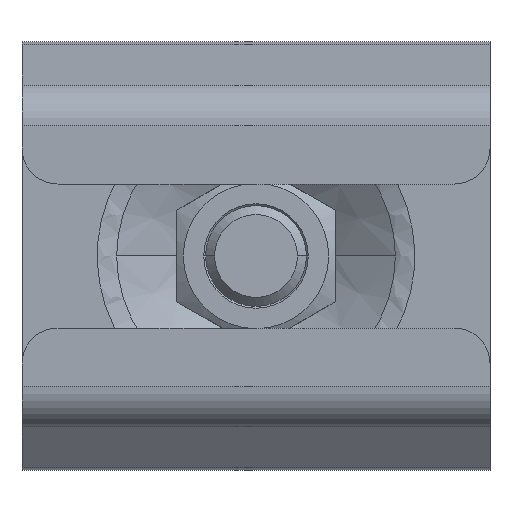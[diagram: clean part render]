
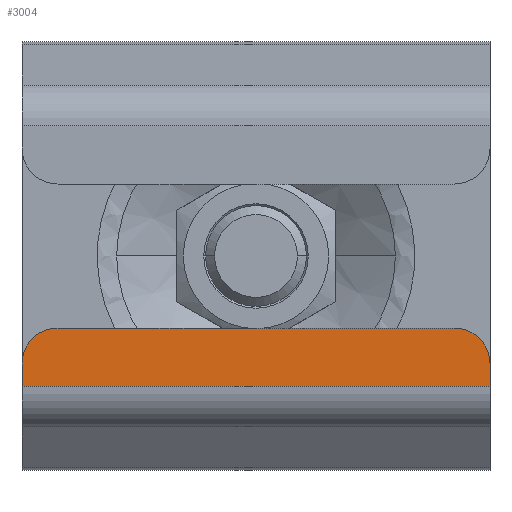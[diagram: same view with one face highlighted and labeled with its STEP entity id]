
A CAD part, front view. The second image highlights one B-rep face of the part: STEP entity #3004.
In plain terms, the highlighted planar face has unit normal (0, -1, 0).
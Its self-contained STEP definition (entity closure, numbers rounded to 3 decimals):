
#204 = CARTESIAN_POINT ( 'NONE',  ( -27.5, -54.5, -15. ) ) ;
#210 = EDGE_LOOP ( 'NONE', ( #4242, #699, #1597, #8463, #614, #2899 ) ) ;
#307 = EDGE_CURVE ( 'NONE', #4066, #8327, #5756, .T. ) ;
#333 = CIRCLE ( 'NONE', #1180, 5. ) ;
#614 = ORIENTED_EDGE ( 'NONE', *, *, #4388, .F. ) ;
#669 = CARTESIAN_POINT ( 'NONE',  ( 32.5, -54.5, -18.087 ) ) ;
#699 = ORIENTED_EDGE ( 'NONE', *, *, #8205, .F. ) ;
#967 = CARTESIAN_POINT ( 'NONE',  ( 32.5, -54.5, -18.087 ) ) ;
#1136 = LINE ( 'NONE', #5067, #3620 ) ;
#1180 = AXIS2_PLACEMENT_3D ( 'NONE', #204, #5485, #2111 ) ;
#1244 = EDGE_CURVE ( 'NONE', #8327, #7380, #6551, .T. ) ;
#1597 = ORIENTED_EDGE ( 'NONE', *, *, #6236, .T. ) ;
#1831 = DIRECTION ( 'NONE',  ( 0., 0., -1. ) ) ;
#1845 = DIRECTION ( 'NONE',  ( 0., 0., 1. ) ) ;
#1878 = CARTESIAN_POINT ( 'NONE',  ( 32.5, -54.5, 0. ) ) ;
#2111 = DIRECTION ( 'NONE',  ( 0., 0., 1. ) ) ;
#2754 = VERTEX_POINT ( 'NONE', #6178 ) ;
#2899 = ORIENTED_EDGE ( 'NONE', *, *, #307, .T. ) ;
#3004 = ADVANCED_FACE ( 'NONE', ( #5529 ), #7622, .T. ) ;
#3037 = DIRECTION ( 'NONE',  ( 1., 0., 0. ) ) ;
#3196 = DIRECTION ( 'NONE',  ( 0., 0., 1. ) ) ;
#3511 = CARTESIAN_POINT ( 'NONE',  ( 27.5, -54.5, -15. ) ) ;
#3620 = VECTOR ( 'NONE', #1845, 1000. ) ;
#3853 = CARTESIAN_POINT ( 'NONE',  ( -32.5, -54.5, -18.087 ) ) ;
#4066 = VERTEX_POINT ( 'NONE', #3853 ) ;
#4242 = ORIENTED_EDGE ( 'NONE', *, *, #1244, .T. ) ;
#4388 = EDGE_CURVE ( 'NONE', #4066, #8601, #1136, .T. ) ;
#4938 = AXIS2_PLACEMENT_3D ( 'NONE', #5070, #8445, #5750 ) ;
#5067 = CARTESIAN_POINT ( 'NONE',  ( -32.5, -54.5, 0. ) ) ;
#5070 = CARTESIAN_POINT ( 'NONE',  ( 32.5, -54.5, -10. ) ) ;
#5219 = LINE ( 'NONE', #7939, #5259 ) ;
#5259 = VECTOR ( 'NONE', #6579, 1000. ) ;
#5265 = CIRCLE ( 'NONE', #6422, 5. ) ;
#5344 = CARTESIAN_POINT ( 'NONE',  ( 32.5, -54.5, -15. ) ) ;
#5485 = DIRECTION ( 'NONE',  ( 0., -1., 0. ) ) ;
#5529 = FACE_OUTER_BOUND ( 'NONE', #210, .T. ) ;
#5668 = CARTESIAN_POINT ( 'NONE',  ( 27.5, -54.5, -10. ) ) ;
#5750 = DIRECTION ( 'NONE',  ( 0., 0., -1. ) ) ;
#5756 = LINE ( 'NONE', #967, #7088 ) ;
#6172 = VECTOR ( 'NONE', #3196, 1000. ) ;
#6178 = CARTESIAN_POINT ( 'NONE',  ( -27.5, -54.5, -10. ) ) ;
#6190 = VERTEX_POINT ( 'NONE', #5668 ) ;
#6236 = EDGE_CURVE ( 'NONE', #6190, #2754, #5219, .T. ) ;
#6422 = AXIS2_PLACEMENT_3D ( 'NONE', #3511, #7307, #1831 ) ;
#6551 = LINE ( 'NONE', #1878, #6172 ) ;
#6579 = DIRECTION ( 'NONE',  ( -1., 0., 0. ) ) ;
#7088 = VECTOR ( 'NONE', #3037, 1000. ) ;
#7227 = EDGE_CURVE ( 'NONE', #2754, #8601, #333, .T. ) ;
#7307 = DIRECTION ( 'NONE',  ( 0., 1., 0. ) ) ;
#7380 = VERTEX_POINT ( 'NONE', #5344 ) ;
#7622 = PLANE ( 'NONE',  #4938 ) ;
#7939 = CARTESIAN_POINT ( 'NONE',  ( 32.5, -54.5, -10. ) ) ;
#8205 = EDGE_CURVE ( 'NONE', #6190, #7380, #5265, .T. ) ;
#8327 = VERTEX_POINT ( 'NONE', #669 ) ;
#8445 = DIRECTION ( 'NONE',  ( 0., -1., 0. ) ) ;
#8463 = ORIENTED_EDGE ( 'NONE', *, *, #7227, .T. ) ;
#8601 = VERTEX_POINT ( 'NONE', #8675 ) ;
#8675 = CARTESIAN_POINT ( 'NONE',  ( -32.5, -54.5, -15. ) ) ;
